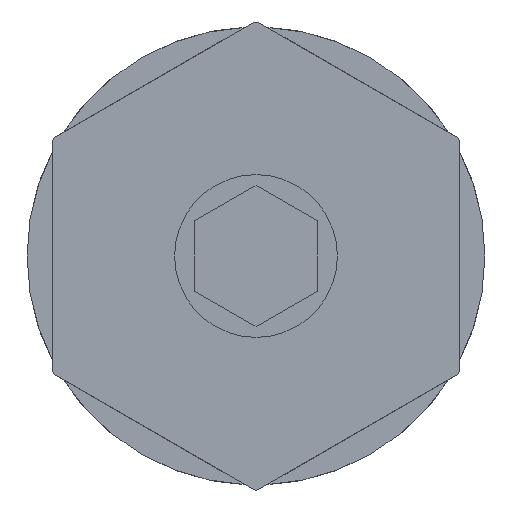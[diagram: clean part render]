
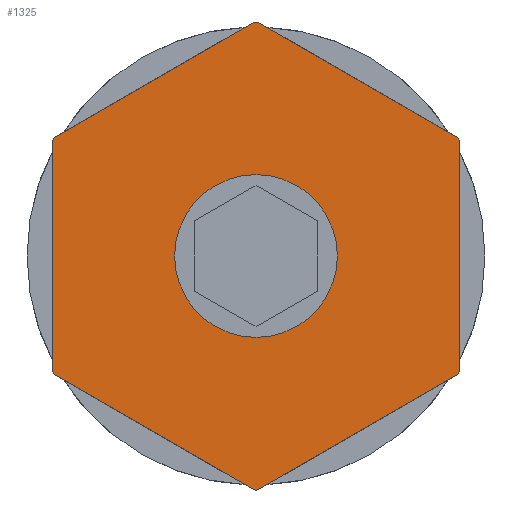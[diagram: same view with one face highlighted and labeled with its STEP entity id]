
A CAD part, left-side view. The second image highlights one B-rep face of the part: STEP entity #1325.
In plain terms, the highlighted planar face has unit normal (-1, 0, 0).
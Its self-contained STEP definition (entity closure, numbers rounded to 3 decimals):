
#1 = LINE ( 'NONE', #1513, #164 ) ;
#3 = EDGE_CURVE ( 'NONE', #1338, #134, #678, .T. ) ;
#34 = EDGE_CURVE ( 'NONE', #280, #74, #888, .T. ) ;
#36 = EDGE_CURVE ( 'NONE', #779, #525, #1, .T. ) ;
#38 = VERTEX_POINT ( 'NONE', #705 ) ;
#61 = DIRECTION ( 'NONE',  ( 0., 0., 1. ) ) ;
#62 = ORIENTED_EDGE ( 'NONE', *, *, #948, .F. ) ;
#74 = VERTEX_POINT ( 'NONE', #467 ) ;
#86 = CARTESIAN_POINT ( 'NONE',  ( 0., 0., 0. ) ) ;
#89 = DIRECTION ( 'NONE',  ( -1., 0., 0. ) ) ;
#91 = EDGE_CURVE ( 'NONE', #977, #151, #289, .T. ) ;
#92 = VECTOR ( 'NONE', #674, 1000. ) ;
#98 = ORIENTED_EDGE ( 'NONE', *, *, #475, .F. ) ;
#107 = DIRECTION ( 'NONE',  ( 0., 0., 1. ) ) ;
#122 = ORIENTED_EDGE ( 'NONE', *, *, #34, .F. ) ;
#127 = EDGE_CURVE ( 'NONE', #1338, #525, #713, .T. ) ;
#130 = FACE_BOUND ( 'NONE', #1228, .T. ) ;
#134 = VERTEX_POINT ( 'NONE', #1076 ) ;
#148 = ORIENTED_EDGE ( 'NONE', *, *, #942, .T. ) ;
#151 = VERTEX_POINT ( 'NONE', #1195 ) ;
#164 = VECTOR ( 'NONE', #229, 1000. ) ;
#169 = VERTEX_POINT ( 'NONE', #737 ) ;
#179 = CARTESIAN_POINT ( 'NONE',  ( 0., 9.918, 5.821 ) ) ;
#180 = AXIS2_PLACEMENT_3D ( 'NONE', #987, #1098, #61 ) ;
#200 = DIRECTION ( 'NONE',  ( -1., 0., 0. ) ) ;
#213 = CARTESIAN_POINT ( 'NONE',  ( 0., 8., -6.928 ) ) ;
#229 = DIRECTION ( 'NONE',  ( 0., 0.866, -0.5 ) ) ;
#247 = CARTESIAN_POINT ( 'NONE',  ( 0., -10., 5.679 ) ) ;
#271 = EDGE_CURVE ( 'NONE', #453, #38, #620, .T. ) ;
#280 = VERTEX_POINT ( 'NONE', #349 ) ;
#284 = ORIENTED_EDGE ( 'NONE', *, *, #1234, .T. ) ;
#289 = CIRCLE ( 'NONE', #1224, 11.5 ) ;
#301 = VECTOR ( 'NONE', #397, 1000. ) ;
#313 = DIRECTION ( 'NONE',  ( -1., 0., 0. ) ) ;
#322 = DIRECTION ( 'NONE',  ( 0., 0., 1. ) ) ;
#330 = EDGE_LOOP ( 'NONE', ( #1436, #148, #62, #645, #947, #98, #284, #748, #1381, #883, #761, #606, #752 ) ) ;
#333 = DIRECTION ( 'NONE',  ( -1., 0., 0. ) ) ;
#337 = EDGE_CURVE ( 'NONE', #453, #134, #1255, .T. ) ;
#340 = CARTESIAN_POINT ( 'NONE',  ( 0., 0., 0. ) ) ;
#341 = CARTESIAN_POINT ( 'NONE',  ( 0., 0., 0. ) ) ;
#346 = FACE_OUTER_BOUND ( 'NONE', #330, .T. ) ;
#349 = CARTESIAN_POINT ( 'NONE',  ( 0., 0., -4. ) ) ;
#374 = PLANE ( 'NONE',  #1416 ) ;
#397 = DIRECTION ( 'NONE',  ( 0., -0.866, -0.5 ) ) ;
#414 = VERTEX_POINT ( 'NONE', #247 ) ;
#446 = VECTOR ( 'NONE', #1042, 1000. ) ;
#453 = VERTEX_POINT ( 'NONE', #944 ) ;
#459 = CARTESIAN_POINT ( 'NONE',  ( 0., 0., 0. ) ) ;
#467 = CARTESIAN_POINT ( 'NONE',  ( 0., 0., 4. ) ) ;
#475 = EDGE_CURVE ( 'NONE', #994, #151, #838, .T. ) ;
#525 = VERTEX_POINT ( 'NONE', #600 ) ;
#539 = VECTOR ( 'NONE', #1403, 1000. ) ;
#570 = AXIS2_PLACEMENT_3D ( 'NONE', #1090, #1316, #884 ) ;
#579 = CARTESIAN_POINT ( 'NONE',  ( 0., 8., 6.928 ) ) ;
#586 = VECTOR ( 'NONE', #1294, 1000. ) ;
#596 = CARTESIAN_POINT ( 'NONE',  ( 0., 4., 0. ) ) ;
#600 = CARTESIAN_POINT ( 'NONE',  ( 0., -0.082, -11.5 ) ) ;
#606 = ORIENTED_EDGE ( 'NONE', *, *, #36, .F. ) ;
#620 = LINE ( 'NONE', #1097, #539 ) ;
#624 = ORIENTED_EDGE ( 'NONE', *, *, #871, .F. ) ;
#632 = DIRECTION ( 'NONE',  ( 0., 0., 1. ) ) ;
#645 = ORIENTED_EDGE ( 'NONE', *, *, #892, .T. ) ;
#674 = DIRECTION ( 'NONE',  ( 0., 0.866, 0.5 ) ) ;
#678 = LINE ( 'NONE', #213, #92 ) ;
#698 = CARTESIAN_POINT ( 'NONE',  ( 0., -9.918, -5.821 ) ) ;
#703 = DIRECTION ( 'NONE',  ( 0., 0., 1. ) ) ;
#705 = CARTESIAN_POINT ( 'NONE',  ( 0., 10., 5.679 ) ) ;
#713 = CIRCLE ( 'NONE', #938, 11.5 ) ;
#733 = LINE ( 'NONE', #1109, #301 ) ;
#737 = CARTESIAN_POINT ( 'NONE',  ( 0., -10., -5.679 ) ) ;
#748 = ORIENTED_EDGE ( 'NONE', *, *, #271, .F. ) ;
#750 = VERTEX_POINT ( 'NONE', #1369 ) ;
#752 = ORIENTED_EDGE ( 'NONE', *, *, #1495, .T. ) ;
#756 = CARTESIAN_POINT ( 'NONE',  ( 0., -0.082, 11.5 ) ) ;
#761 = ORIENTED_EDGE ( 'NONE', *, *, #127, .T. ) ;
#779 = VERTEX_POINT ( 'NONE', #698 ) ;
#811 = DIRECTION ( 'NONE',  ( 0., 0., 1. ) ) ;
#838 = LINE ( 'NONE', #579, #586 ) ;
#846 = AXIS2_PLACEMENT_3D ( 'NONE', #340, #313, #703 ) ;
#871 = EDGE_CURVE ( 'NONE', #74, #280, #1505, .T. ) ;
#876 = CARTESIAN_POINT ( 'NONE',  ( 0., 0., 11.5 ) ) ;
#883 = ORIENTED_EDGE ( 'NONE', *, *, #3, .F. ) ;
#884 = DIRECTION ( 'NONE',  ( 0., 0., 1. ) ) ;
#885 = AXIS2_PLACEMENT_3D ( 'NONE', #86, #1250, #907 ) ;
#888 = CIRCLE ( 'NONE', #961, 4. ) ;
#892 = EDGE_CURVE ( 'NONE', #1050, #977, #1242, .T. ) ;
#907 = DIRECTION ( 'NONE',  ( 0., 0., 1. ) ) ;
#918 = AXIS2_PLACEMENT_3D ( 'NONE', #1504, #333, #1153 ) ;
#938 = AXIS2_PLACEMENT_3D ( 'NONE', #459, #1163, #107 ) ;
#942 = EDGE_CURVE ( 'NONE', #414, #750, #1427, .T. ) ;
#944 = CARTESIAN_POINT ( 'NONE',  ( 0., 10., -5.679 ) ) ;
#947 = ORIENTED_EDGE ( 'NONE', *, *, #91, .T. ) ;
#948 = EDGE_CURVE ( 'NONE', #1050, #750, #733, .T. ) ;
#961 = AXIS2_PLACEMENT_3D ( 'NONE', #341, #89, #322 ) ;
#977 = VERTEX_POINT ( 'NONE', #876 ) ;
#987 = CARTESIAN_POINT ( 'NONE',  ( 0., 0., 0. ) ) ;
#994 = VERTEX_POINT ( 'NONE', #179 ) ;
#1042 = DIRECTION ( 'NONE',  ( 0., 0., -1. ) ) ;
#1050 = VERTEX_POINT ( 'NONE', #756 ) ;
#1054 = LINE ( 'NONE', #1396, #446 ) ;
#1075 = CARTESIAN_POINT ( 'NONE',  ( 0., 0.082, -11.5 ) ) ;
#1076 = CARTESIAN_POINT ( 'NONE',  ( 0., 9.918, -5.821 ) ) ;
#1090 = CARTESIAN_POINT ( 'NONE',  ( 0., 0., 0. ) ) ;
#1097 = CARTESIAN_POINT ( 'NONE',  ( 0., 10., 0. ) ) ;
#1098 = DIRECTION ( 'NONE',  ( -1., 0., 0. ) ) ;
#1109 = CARTESIAN_POINT ( 'NONE',  ( 0., -2., 10.392 ) ) ;
#1153 = DIRECTION ( 'NONE',  ( 0., 0., 1. ) ) ;
#1163 = DIRECTION ( 'NONE',  ( -1., 0., 0. ) ) ;
#1195 = CARTESIAN_POINT ( 'NONE',  ( 0., 0.082, 11.5 ) ) ;
#1210 = CIRCLE ( 'NONE', #846, 11.5 ) ;
#1211 = EDGE_CURVE ( 'NONE', #414, #169, #1054, .T. ) ;
#1215 = CARTESIAN_POINT ( 'NONE',  ( 0., 0., 0. ) ) ;
#1222 = CIRCLE ( 'NONE', #885, 11.5 ) ;
#1224 = AXIS2_PLACEMENT_3D ( 'NONE', #1506, #200, #811 ) ;
#1228 = EDGE_LOOP ( 'NONE', ( #624, #122 ) ) ;
#1234 = EDGE_CURVE ( 'NONE', #994, #38, #1210, .T. ) ;
#1236 = DIRECTION ( 'NONE',  ( -1., 0., 0. ) ) ;
#1242 = CIRCLE ( 'NONE', #570, 11.5 ) ;
#1250 = DIRECTION ( 'NONE',  ( -1., 0., 0. ) ) ;
#1255 = CIRCLE ( 'NONE', #918, 11.5 ) ;
#1294 = DIRECTION ( 'NONE',  ( 0., -0.866, 0.5 ) ) ;
#1316 = DIRECTION ( 'NONE',  ( -1., 0., 0. ) ) ;
#1320 = DIRECTION ( 'NONE',  ( 0., 0., -1. ) ) ;
#1325 = ADVANCED_FACE ( 'NONE', ( #130, #346 ), #374, .F. ) ;
#1338 = VERTEX_POINT ( 'NONE', #1075 ) ;
#1362 = AXIS2_PLACEMENT_3D ( 'NONE', #1215, #1236, #632 ) ;
#1369 = CARTESIAN_POINT ( 'NONE',  ( 0., -9.918, 5.821 ) ) ;
#1381 = ORIENTED_EDGE ( 'NONE', *, *, #337, .T. ) ;
#1396 = CARTESIAN_POINT ( 'NONE',  ( 0., -10., 0. ) ) ;
#1403 = DIRECTION ( 'NONE',  ( 0., 0., 1. ) ) ;
#1416 = AXIS2_PLACEMENT_3D ( 'NONE', #596, #1521, #1320 ) ;
#1427 = CIRCLE ( 'NONE', #1362, 11.5 ) ;
#1436 = ORIENTED_EDGE ( 'NONE', *, *, #1211, .F. ) ;
#1495 = EDGE_CURVE ( 'NONE', #779, #169, #1222, .T. ) ;
#1504 = CARTESIAN_POINT ( 'NONE',  ( 0., 0., 0. ) ) ;
#1505 = CIRCLE ( 'NONE', #180, 4. ) ;
#1506 = CARTESIAN_POINT ( 'NONE',  ( 0., 0., 0. ) ) ;
#1513 = CARTESIAN_POINT ( 'NONE',  ( 0., -2., -10.392 ) ) ;
#1521 = DIRECTION ( 'NONE',  ( 1., 0., 0. ) ) ;
